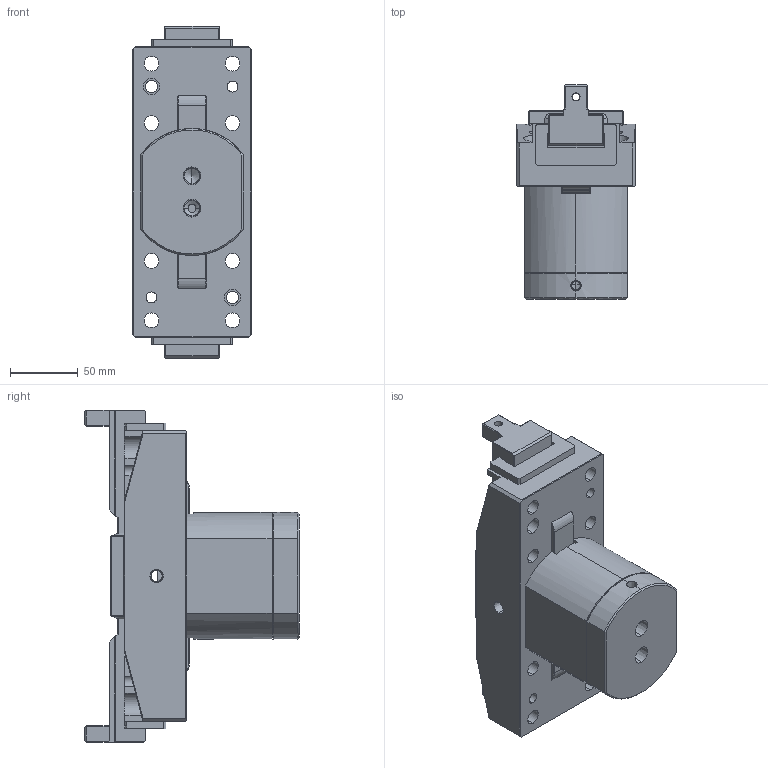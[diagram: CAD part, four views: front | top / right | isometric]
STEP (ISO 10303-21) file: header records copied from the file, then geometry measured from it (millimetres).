
FILE_DESCRIPTION (( 'STEP AP214' ), '1' );
FILE_NAME ('CP-20外觀參考.STEP', '2013-12-11T05:14:54', ( '1' ), ( '' ), 'SwSTEP 2.0', 'SolidWorks 2010', '' );
FILE_SCHEMA (( 'AUTOMOTIVE_DESIGN' ));
Length unit declared in the file: millimetre
Products named in the file (8): CP-20外觀參考; CP-30防塵蓋; CP-30防塵蓋用橡膠; CP-20缸體簡易; CP-30後蓋簡易; CP-20主爪簡易; M5x12; CP-20本體簡易
Assembly tree (12 placements, depth 2):
  CP-20外觀參考
    CP-30後蓋簡易
    CP-20本體簡易
    CP-20主爪簡易  x2
    CP-30防塵蓋
    M5x12  x4
    CP-30防塵蓋用橡膠  x2
    CP-20缸體簡易
Bounding box: 88 x 158.5 x 245.72 mm (x, y, z)
Volume: 1343629 mm3; surface area: 206136.1 mm2
Topology: 12 solids, 12 shells, 688 faces, 1744 edges, 1075 vertices
Faces by surface type: plane 394, cylinder 180, cone 108, bspline 6
Entity records: 22643 total; most frequent: CARTESIAN_POINT 3641, DIRECTION 2726, ORIENTED_EDGE 2684, EDGE_CURVE 1342, AXIS2_PLACEMENT_3D 949, VERTEX_POINT 852, LINE 828, VECTOR 828
